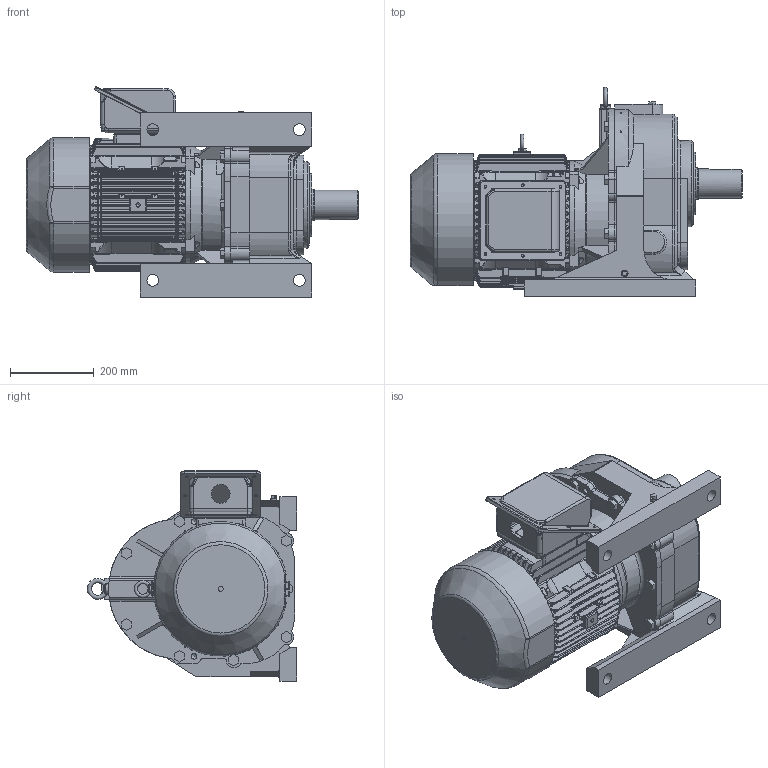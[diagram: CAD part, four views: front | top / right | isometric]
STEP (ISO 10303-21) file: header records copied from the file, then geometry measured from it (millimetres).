
FILE_DESCRIPTION (( 'STEP AP214' ), '1' );
FILE_NAME ('F1-27_H_EK2DO08336H00123_defeature.STEP', '2022-06-02T05:23:06', ( 'Windows 餌辨濠' ), ( '' ), 'SwSTEP 2.0', 'SolidWorks 2021', '' );
FILE_SCHEMA (( 'AUTOMOTIVE_DESIGN' ));
Length unit declared in the file: millimetre
Products named in the file (1): F1-27_H_EK2DO08336H00123_defeature
Bounding box: 792.7 x 499.94 x 501.71 mm (x, y, z)
Volume: 44470359.6 mm3; surface area: 2650312.2 mm2
Topology: 11 solids, 22 shells, 3456 faces, 8297 edges, 4906 vertices
Faces by surface type: cylinder 1275, bspline 992, plane 727, torus 210, cone 157, sphere 95
Full cylindrical faces by diameter (mm): 2.6 x4, 2.7 x2, 4 x1, 5 x6, 6.8 x2, 7 x6, 8 x6, 8.344 x1, 8.5 x12, 10 x1, 10.072 x1, 10.2 x4, 12 x10, 13 x4, 14 x9, 14.3 x2, 16 x9, 18 x9, 28 x4, 45 x1, 62 x1, 70 x1, 72 x2, 75 x1, 80 x1, 90 x1, 100 x2, 150 x1, 206 x1, 241 x2
Entity records: 133025 total; most frequent: CARTESIAN_POINT 60515, ORIENTED_EDGE 15996, DIRECTION 13397, EDGE_CURVE 7998, AXIS2_PLACEMENT_3D 5335, VERTEX_POINT 4834, EDGE_LOOP 3738, FACE_OUTER_BOUND 3572
